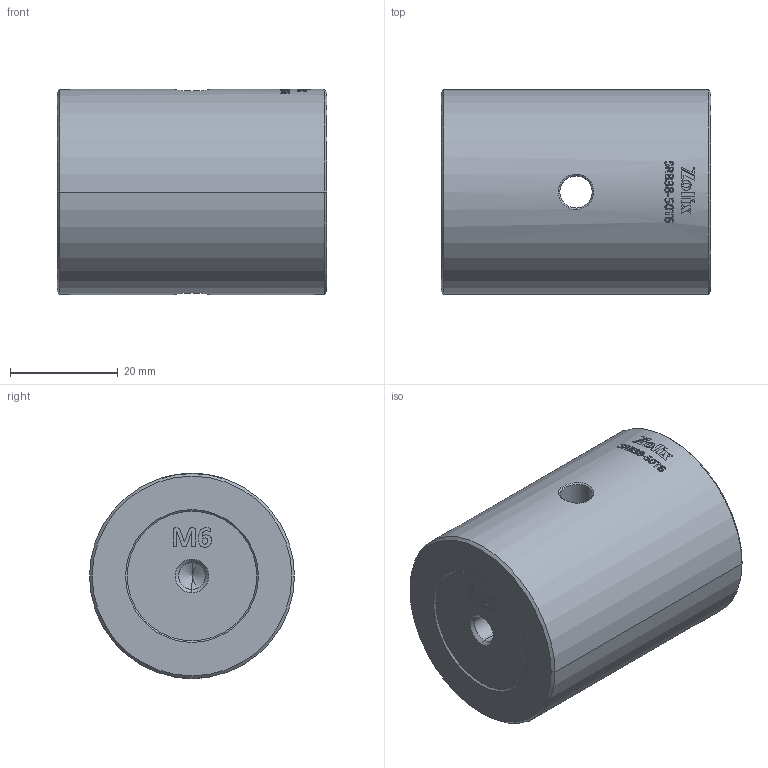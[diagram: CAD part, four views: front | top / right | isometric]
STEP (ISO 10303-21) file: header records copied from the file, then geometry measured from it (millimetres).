
FILE_DESCRIPTION (( 'STEP AP203' ), '1' );
FILE_NAME ('SRB38-50T6.STEP', '2025-08-19T05:37:01', ( '' ), ( '' ), 'SwSTEP 2.0', 'SolidWorks 2020', '' );
FILE_SCHEMA (( 'CONFIG_CONTROL_DESIGN' ));
Products named in the file (1): SRB38-50T6
Bounding box: 50 x 38 x 38 mm (x, y, z)
Volume: 54950.9 mm3; surface area: 9220.7 mm2
Topology: 1 solids, 1 shells, 441 faces, 1199 edges, 792 vertices
Faces by surface type: bspline 306, plane 86, cylinder 35, cone 14
Entity records: 30252 total; most frequent: CARTESIAN_POINT 21675, ORIENTED_EDGE 2390, EDGE_CURVE 1195, B_SPLINE_CURVE_WITH_KNOTS 903, VERTEX_POINT 792, DIRECTION 656, EDGE_LOOP 479, FACE_OUTER_BOUND 441
